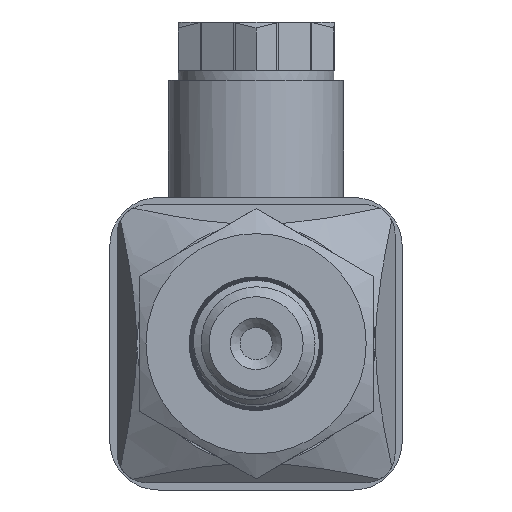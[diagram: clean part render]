
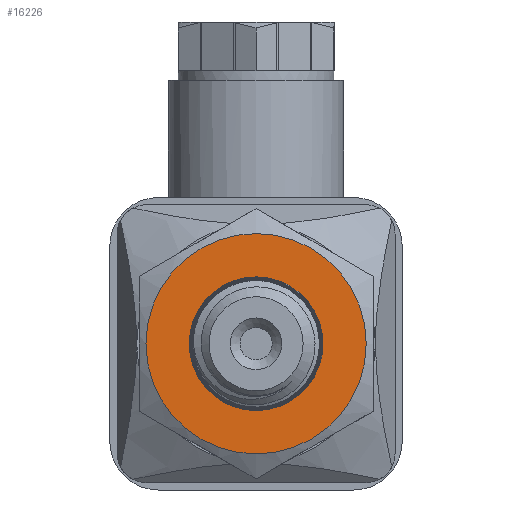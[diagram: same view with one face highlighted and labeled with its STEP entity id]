
A CAD part, left-side view. The second image highlights one B-rep face of the part: STEP entity #16226.
In plain terms, the highlighted planar face has unit normal (-1, 0, 0).
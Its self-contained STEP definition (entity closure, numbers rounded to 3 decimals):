
#145=FACE_BOUND('',#2168,.T.);
#261=PLANE('',#17319);
#1198=FACE_OUTER_BOUND('',#2167,.T.);
#2167=EDGE_LOOP('',(#11569));
#2168=EDGE_LOOP('',(#11570));
#3180=CIRCLE('',#17255,6.86);
#3222=CIRCLE('',#17320,11.3);
#7154=VERTEX_POINT('',#24675);
#7379=VERTEX_POINT('',#26994);
#8765=EDGE_CURVE('',#7154,#7154,#3180,.T.);
#9019=EDGE_CURVE('',#7379,#7379,#3222,.T.);
#11569=ORIENTED_EDGE('',*,*,#9019,.T.);
#11570=ORIENTED_EDGE('',*,*,#8765,.T.);
#16226=ADVANCED_FACE('',(#1198,#145),#261,.T.);
#17255=AXIS2_PLACEMENT_3D('',#24676,#18376,#18377);
#17319=AXIS2_PLACEMENT_3D('',#26993,#18570,#18571);
#17320=AXIS2_PLACEMENT_3D('',#26995,#18572,#18573);
#18376=DIRECTION('center_axis',(1.,0.,0.));
#18377=DIRECTION('ref_axis',(0.,0.,-1.));
#18570=DIRECTION('center_axis',(-1.,0.,0.));
#18571=DIRECTION('ref_axis',(0.,0.,1.));
#18572=DIRECTION('center_axis',(-1.,0.,0.));
#18573=DIRECTION('ref_axis',(0.,1.,0.));
#24675=CARTESIAN_POINT('',(14.,-6.86,0.));
#24676=CARTESIAN_POINT('Origin',(14.,0.,0.));
#26993=CARTESIAN_POINT('Origin',(14.,12.,0.));
#26994=CARTESIAN_POINT('',(14.,-11.3,0.));
#26995=CARTESIAN_POINT('Origin',(14.,0.,0.));
